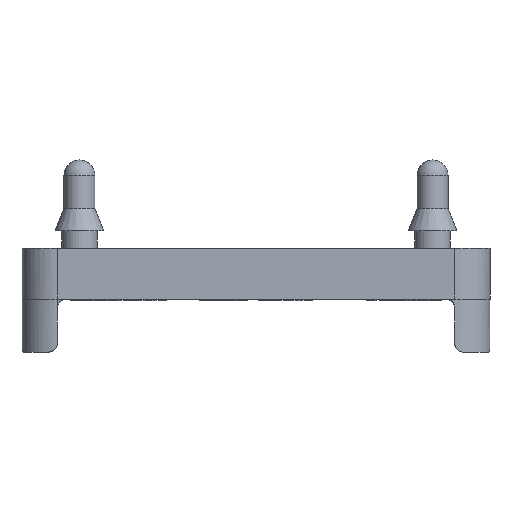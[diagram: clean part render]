
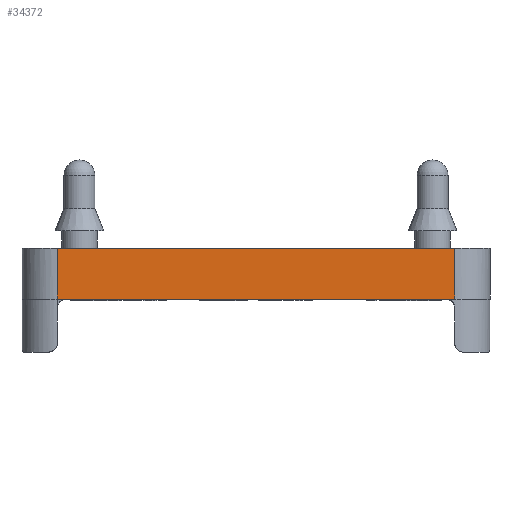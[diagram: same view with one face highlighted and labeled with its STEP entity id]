
A CAD part, front view. The second image highlights one B-rep face of the part: STEP entity #34372.
In plain terms, the highlighted planar face has unit normal (0, -1, 0).
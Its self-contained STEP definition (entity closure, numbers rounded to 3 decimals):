
#4209=CARTESIAN_POINT('',(22.5,-26.5,-2.0));
#4210=VERTEX_POINT('',#4209);
#4218=CARTESIAN_POINT('',(-22.5,-26.5,-2.0));
#4219=VERTEX_POINT('',#4218);
#4220=CARTESIAN_POINT('',(-22.5,-26.5,-2.0));
#4221=DIRECTION('',(1.0,0.0,0.0));
#4222=VECTOR('',#4221,45.0);
#4223=LINE('',#4220,#4222);
#4224=EDGE_CURVE('',#4219,#4210,#4223,.T.);
#34244=CARTESIAN_POINT('',(-22.5,-26.5,3.75));
#34245=VERTEX_POINT('',#34244);
#34246=CARTESIAN_POINT('',(-22.5,-26.5,-2.0));
#34247=DIRECTION('',(0.0,0.0,1.0));
#34248=VECTOR('',#34247,5.75);
#34249=LINE('',#34246,#34248);
#34250=EDGE_CURVE('',#4219,#34245,#34249,.T.);
#34337=CARTESIAN_POINT('',(22.5,-26.5,3.75));
#34338=VERTEX_POINT('',#34337);
#34346=CARTESIAN_POINT('',(22.5,-26.5,-2.0));
#34347=DIRECTION('',(0.0,0.0,1.0));
#34348=VECTOR('',#34347,5.75);
#34349=LINE('',#34346,#34348);
#34350=EDGE_CURVE('',#4210,#34338,#34349,.T.);
#34356=CARTESIAN_POINT('',(22.5,-26.5,-2.0));
#34357=DIRECTION('',(0.0,-1.0,0.0));
#34358=DIRECTION('',(0.0,0.0,-1.0));
#34359=AXIS2_PLACEMENT_3D('',#34356,#34357,#34358);
#34360=PLANE('',#34359);
#34361=ORIENTED_EDGE('',*,*,#34350,.T.);
#34362=CARTESIAN_POINT('',(22.5,-26.5,3.75));
#34363=DIRECTION('',(-1.0,0.0,0.0));
#34364=VECTOR('',#34363,45.0);
#34365=LINE('',#34362,#34364);
#34366=EDGE_CURVE('',#34338,#34245,#34365,.T.);
#34367=ORIENTED_EDGE('',*,*,#34366,.T.);
#34368=ORIENTED_EDGE('',*,*,#34250,.F.);
#34369=ORIENTED_EDGE('',*,*,#4224,.T.);
#34370=EDGE_LOOP('',(#34361,#34367,#34368,#34369));
#34371=FACE_OUTER_BOUND('',#34370,.T.);
#34372=ADVANCED_FACE('',(#34371),#34360,.T.);
